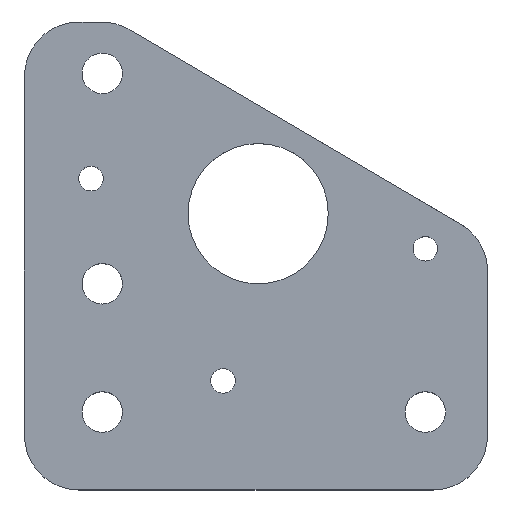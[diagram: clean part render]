
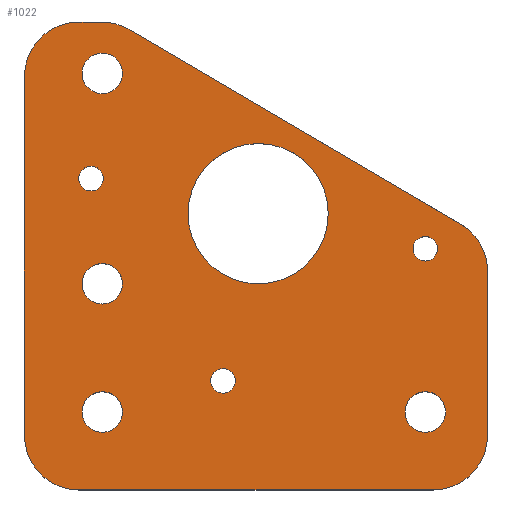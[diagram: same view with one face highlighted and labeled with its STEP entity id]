
A CAD part, top view. The second image highlights one B-rep face of the part: STEP entity #1022.
In plain terms, the highlighted planar face has unit normal (0, 0, 1).
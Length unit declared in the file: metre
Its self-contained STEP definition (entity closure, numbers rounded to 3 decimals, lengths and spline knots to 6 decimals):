
#78=LINE('',#1626,#145);
#83=LINE('',#1635,#150);
#86=LINE('',#1641,#153);
#89=LINE('',#1647,#156);
#92=LINE('',#1664,#159);
#145=VECTOR('',#1287,1.);
#150=VECTOR('',#1294,1.);
#153=VECTOR('',#1299,1.);
#156=VECTOR('',#1304,1.);
#159=VECTOR('',#1323,1.);
#279=ORIENTED_EDGE('',*,*,#550,.F.);
#280=ORIENTED_EDGE('',*,*,#549,.F.);
#281=ORIENTED_EDGE('',*,*,#548,.F.);
#282=ORIENTED_EDGE('',*,*,#547,.F.);
#283=ORIENTED_EDGE('',*,*,#526,.T.);
#284=ORIENTED_EDGE('',*,*,#552,.T.);
#285=ORIENTED_EDGE('',*,*,#531,.F.);
#286=ORIENTED_EDGE('',*,*,#553,.T.);
#287=ORIENTED_EDGE('',*,*,#534,.F.);
#288=ORIENTED_EDGE('',*,*,#554,.T.);
#289=ORIENTED_EDGE('',*,*,#537,.T.);
#290=ORIENTED_EDGE('',*,*,#555,.T.);
#291=ORIENTED_EDGE('',*,*,#544,.T.);
#292=ORIENTED_EDGE('',*,*,#556,.T.);
#293=ORIENTED_EDGE('',*,*,#543,.F.);
#294=ORIENTED_EDGE('',*,*,#542,.F.);
#295=ORIENTED_EDGE('',*,*,#540,.F.);
#296=ORIENTED_EDGE('',*,*,#551,.F.);
#526=EDGE_CURVE('',#669,#668,#78,.T.);
#531=EDGE_CURVE('',#672,#673,#83,.T.);
#534=EDGE_CURVE('',#674,#675,#86,.T.);
#537=EDGE_CURVE('',#676,#677,#89,.T.);
#540=EDGE_CURVE('',#678,#678,#752,.T.);
#542=EDGE_CURVE('',#680,#680,#754,.T.);
#543=EDGE_CURVE('',#681,#681,#755,.T.);
#544=EDGE_CURVE('',#682,#683,#92,.T.);
#547=EDGE_CURVE('',#684,#684,#756,.T.);
#548=EDGE_CURVE('',#685,#685,#757,.T.);
#549=EDGE_CURVE('',#686,#686,#758,.T.);
#550=EDGE_CURVE('',#687,#687,#759,.T.);
#551=EDGE_CURVE('',#688,#688,#760,.T.);
#552=EDGE_CURVE('',#668,#673,#761,.T.);
#553=EDGE_CURVE('',#672,#675,#762,.T.);
#554=EDGE_CURVE('',#674,#676,#763,.T.);
#555=EDGE_CURVE('',#677,#682,#764,.T.);
#556=EDGE_CURVE('',#683,#669,#765,.T.);
#668=VERTEX_POINT('',#1625);
#669=VERTEX_POINT('',#1627);
#672=VERTEX_POINT('',#1636);
#673=VERTEX_POINT('',#1637);
#674=VERTEX_POINT('',#1642);
#675=VERTEX_POINT('',#1643);
#676=VERTEX_POINT('',#1648);
#677=VERTEX_POINT('',#1649);
#678=VERTEX_POINT('',#1654);
#680=VERTEX_POINT('',#1659);
#681=VERTEX_POINT('',#1662);
#682=VERTEX_POINT('',#1665);
#683=VERTEX_POINT('',#1666);
#684=VERTEX_POINT('',#1671);
#685=VERTEX_POINT('',#1674);
#686=VERTEX_POINT('',#1677);
#687=VERTEX_POINT('',#1680);
#688=VERTEX_POINT('',#1683);
#752=CIRCLE('',#1115,0.0026);
#754=CIRCLE('',#1118,0.0026);
#755=CIRCLE('',#1120,0.0026);
#756=CIRCLE('',#1123,0.009);
#757=CIRCLE('',#1125,0.0026);
#758=CIRCLE('',#1127,0.001575);
#759=CIRCLE('',#1129,0.001575);
#760=CIRCLE('',#1131,0.001575);
#761=CIRCLE('',#1133,0.007);
#762=CIRCLE('',#1134,0.007);
#763=CIRCLE('',#1135,0.007);
#764=CIRCLE('',#1136,0.007);
#765=CIRCLE('',#1137,0.007);
#825=EDGE_LOOP('',(#279));
#826=EDGE_LOOP('',(#280));
#827=EDGE_LOOP('',(#281));
#828=EDGE_LOOP('',(#282));
#829=EDGE_LOOP('',(#283,#284,#285,#286,#287,#288,#289,#290,#291,#292));
#830=EDGE_LOOP('',(#293));
#831=EDGE_LOOP('',(#294));
#832=EDGE_LOOP('',(#295));
#833=EDGE_LOOP('',(#296));
#921=FACE_BOUND('',#825,.T.);
#922=FACE_BOUND('',#826,.T.);
#923=FACE_BOUND('',#827,.T.);
#924=FACE_BOUND('',#828,.T.);
#925=FACE_BOUND('',#829,.T.);
#926=FACE_BOUND('',#830,.T.);
#927=FACE_BOUND('',#831,.T.);
#928=FACE_BOUND('',#832,.T.);
#929=FACE_BOUND('',#833,.T.);
#988=PLANE('',#1132);
#1022=ADVANCED_FACE('',(#921,#922,#923,#924,#925,#926,#927,#928,#929),#988,
 .T.);
#1115=AXIS2_PLACEMENT_3D('',#1653,#1309,#1310);
#1118=AXIS2_PLACEMENT_3D('',#1658,#1315,#1316);
#1120=AXIS2_PLACEMENT_3D('',#1661,#1319,#1320);
#1123=AXIS2_PLACEMENT_3D('',#1670,#1328,#1329);
#1125=AXIS2_PLACEMENT_3D('',#1673,#1332,#1333);
#1127=AXIS2_PLACEMENT_3D('',#1676,#1336,#1337);
#1129=AXIS2_PLACEMENT_3D('',#1679,#1340,#1341);
#1131=AXIS2_PLACEMENT_3D('',#1682,#1344,#1345);
#1132=AXIS2_PLACEMENT_3D('',#1684,#1346,#1347);
#1133=AXIS2_PLACEMENT_3D('',#1685,#1348,#1349);
#1134=AXIS2_PLACEMENT_3D('',#1686,#1350,#1351);
#1135=AXIS2_PLACEMENT_3D('',#1687,#1352,#1353);
#1136=AXIS2_PLACEMENT_3D('',#1688,#1354,#1355);
#1137=AXIS2_PLACEMENT_3D('',#1689,#1356,#1357);
#1287=DIRECTION('',(-0.862,0.506,0.));
#1294=DIRECTION('',(1.,0.,0.));
#1299=DIRECTION('',(0.,1.,0.));
#1304=DIRECTION('',(1.,0.,0.));
#1309=DIRECTION('',(0.,0.,1.));
#1310=DIRECTION('',(1.,0.,0.));
#1315=DIRECTION('',(0.,0.,1.));
#1316=DIRECTION('',(1.,0.,0.));
#1319=DIRECTION('',(0.,0.,1.));
#1320=DIRECTION('',(1.,0.,0.));
#1323=DIRECTION('',(0.,1.,0.));
#1328=DIRECTION('',(0.,0.,1.));
#1329=DIRECTION('',(1.,0.,0.));
#1332=DIRECTION('',(0.,0.,1.));
#1333=DIRECTION('',(1.,0.,0.));
#1336=DIRECTION('',(0.,0.,1.));
#1337=DIRECTION('',(1.,0.,0.));
#1340=DIRECTION('',(0.,0.,1.));
#1341=DIRECTION('',(1.,0.,0.));
#1344=DIRECTION('',(0.,0.,1.));
#1345=DIRECTION('',(1.,0.,0.));
#1346=DIRECTION('',(0.,0.,1.));
#1347=DIRECTION('',(1.,0.,0.));
#1348=DIRECTION('',(0.,0.,1.));
#1349=DIRECTION('',(1.,0.,0.));
#1350=DIRECTION('',(0.,0.,1.));
#1351=DIRECTION('',(1.,0.,0.));
#1352=DIRECTION('',(0.,0.,1.));
#1353=DIRECTION('',(1.,0.,0.));
#1354=DIRECTION('',(0.,0.,1.));
#1355=DIRECTION('',(1.,0.,0.));
#1356=DIRECTION('',(0.,0.,1.));
#1357=DIRECTION('',(1.,0.,0.));
#1625=CARTESIAN_POINT('',(0.003435,0.04909,0.0454));
#1626=CARTESIAN_POINT('',(0.029727,0.033659,0.0454));
#1627=CARTESIAN_POINT('',(0.045997,0.024109,0.0454));
#1635=CARTESIAN_POINT('',(-0.004103,0.050053,0.0454));
#1636=CARTESIAN_POINT('',(-0.003,0.050053,0.0454));
#1637=CARTESIAN_POINT('',(-0.000109,0.050053,0.0454));
#1641=CARTESIAN_POINT('',(-0.01,0.030027,0.0454));
#1642=CARTESIAN_POINT('',(-0.01,-0.003,0.0454));
#1643=CARTESIAN_POINT('',(-0.01,0.043053,0.0454));
#1647=CARTESIAN_POINT('',(0.029727,-0.01,0.0454));
#1648=CARTESIAN_POINT('',(-0.003,-0.01,0.0454));
#1649=CARTESIAN_POINT('',(0.042453,-0.01,0.0454));
#1653=CARTESIAN_POINT('',(0.,0.016453,0.0454));
#1654=CARTESIAN_POINT('',(0.0026,0.016453,0.0454));
#1658=CARTESIAN_POINT('',(0.,0.043453,0.0454));
#1659=CARTESIAN_POINT('',(0.0026,0.043453,0.0454));
#1661=CARTESIAN_POINT('',(0.,0.,0.0454));
#1662=CARTESIAN_POINT('',(0.0026,0.,0.0454));
#1664=CARTESIAN_POINT('',(0.049453,0.,0.0454));
#1665=CARTESIAN_POINT('',(0.049453,-0.003,0.0454));
#1666=CARTESIAN_POINT('',(0.049453,0.018072,0.0454));
#1670=CARTESIAN_POINT('',(0.02,0.025453,0.0454));
#1671=CARTESIAN_POINT('',(0.029,0.025453,0.0454));
#1673=CARTESIAN_POINT('',(0.041453,0.,0.0454));
#1674=CARTESIAN_POINT('',(0.044053,0.,0.0454));
#1676=CARTESIAN_POINT('',(0.041453,0.020953,0.0454));
#1677=CARTESIAN_POINT('',(0.043028,0.020953,0.0454));
#1679=CARTESIAN_POINT('',(0.0155,0.004,0.0454));
#1680=CARTESIAN_POINT('',(0.017075,0.004,0.0454));
#1682=CARTESIAN_POINT('',(-0.001453,0.029953,0.0454));
#1683=CARTESIAN_POINT('',(0.000122,0.029953,0.0454));
#1684=CARTESIAN_POINT('',(0.019727,0.020027,0.0454));
#1685=CARTESIAN_POINT('',(-0.000109,0.043053,0.0454));
#1686=CARTESIAN_POINT('',(-0.003,0.043053,0.0454));
#1687=CARTESIAN_POINT('',(-0.003,-0.003,0.0454));
#1688=CARTESIAN_POINT('',(0.042453,-0.003,0.0454));
#1689=CARTESIAN_POINT('',(0.042453,0.018072,0.0454));
